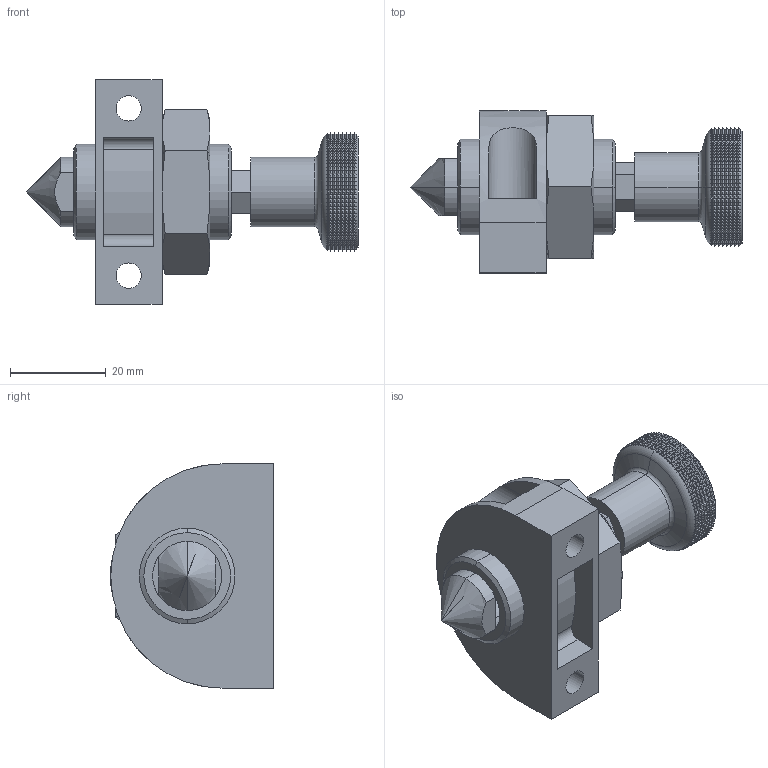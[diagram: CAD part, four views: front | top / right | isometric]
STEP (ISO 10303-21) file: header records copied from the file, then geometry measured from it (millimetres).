
FILE_DESCRIPTION(('STEP AP214'),'1');
FILE_NAME(' ',' ',('TraceParts'),('TraceParts S.A.'),'XStep 1.0',' ',' ');
FILE_SCHEMA(('automotive_design'));
Length unit declared in the file: millimetre
Products named in the file (6): EH 23230_0534|22110.0420|Kopie von EH_22110_0420_Grubscrew^22110.0420;Schnitt-Linear austragen1; EH 23230_0534|22110.0420|Kopie von EH_22110_0420_Mounting_Block_1^22110.0420;Schnitt-Linear austragen2; EH 23230_0534|22720.20065;Schnitt-Rotation1; EH 23230_0534|22120.0120;Schnitt-Linear austragen1; EH 23230_0534|23230.0134;Schnitt-Rotation2; EH 23230_0534|24520.0005_24520.0025;Schnitt-Rotation1
Bounding box: 69.5 x 34 x 47 mm (x, y, z)
Volume: 31146 mm3; surface area: 16058.2 mm2
Topology: 6 solids, 6 shells, 1722 faces, 5008 edges, 3299 vertices
Faces by surface type: plane 1588, cone 88, cylinder 40, torus 4, sphere 2
Entity records: 115139 total; most frequent: CARTESIAN_POINT 19593, STYLED_ITEM 10027, PRESENTATION_STYLE_ASSIGNMENT 10027, COLOUR_RGB 10027, ORIENTED_EDGE 10000, DIRECTION 6276, EDGE_CURVE 5000, CURVE_STYLE 5000
